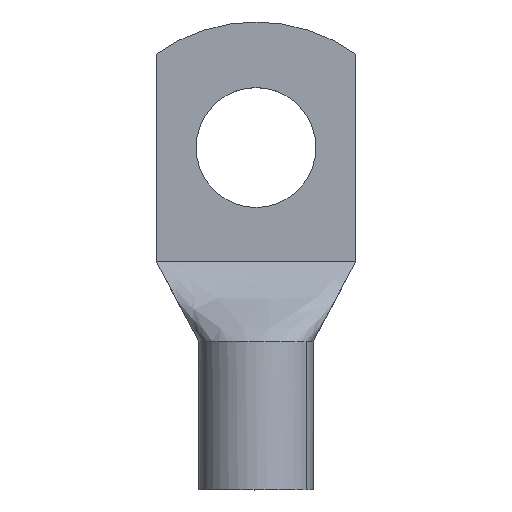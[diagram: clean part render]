
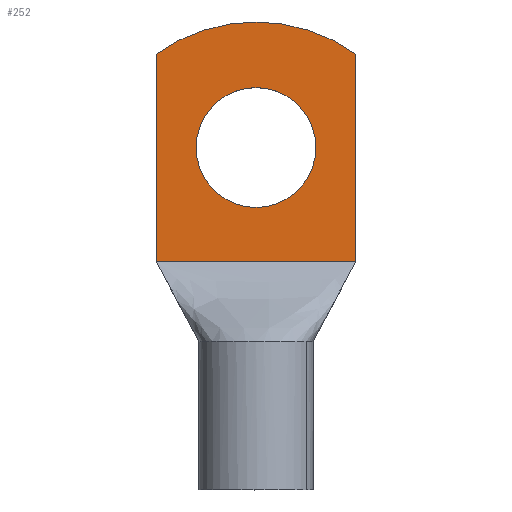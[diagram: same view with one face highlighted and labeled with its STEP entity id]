
A CAD part, top view. The second image highlights one B-rep face of the part: STEP entity #252.
In plain terms, the highlighted planar face has unit normal (0, 0, 1).
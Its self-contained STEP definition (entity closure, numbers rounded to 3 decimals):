
#100=AXIS2_PLACEMENT_3D('Circle Axis2P3D',#98,#99,$) ;
#150=AXIS2_PLACEMENT_3D('Circle Axis2P3D',#148,#149,$) ;
#186=AXIS2_PLACEMENT_3D('Circle Axis2P3D',#184,#185,$) ;
#235=AXIS2_PLACEMENT_3D('Plane Axis2P3D',#232,#233,#234) ;
#42=CARTESIAN_POINT('Vertex',(35.,40.,5.)) ;
#56=CARTESIAN_POINT('Vertex',(35.,76.367,5.)) ;
#59=CARTESIAN_POINT('Line Origine',(35.,58.183,5.)) ;
#95=CARTESIAN_POINT('Vertex',(0.,76.367,5.)) ;
#98=CARTESIAN_POINT('Axis2P3D Location',(17.5,52.,5.)) ;
#127=CARTESIAN_POINT('Vertex',(0.,40.,5.)) ;
#130=CARTESIAN_POINT('Line Origine',(0.,58.183,5.)) ;
#148=CARTESIAN_POINT('Axis2P3D Location',(17.5,60.,5.)) ;
#152=CARTESIAN_POINT('Vertex',(28.,60.,5.)) ;
#154=CARTESIAN_POINT('Vertex',(7.,60.,5.)) ;
#184=CARTESIAN_POINT('Axis2P3D Location',(17.5,60.,5.)) ;
#232=CARTESIAN_POINT('Axis2P3D Location',(17.5,60.,5.)) ;
#237=CARTESIAN_POINT('Line Origine',(17.5,40.,5.)) ;
#60=DIRECTION('Vector Direction',(0.,1.,0.)) ;
#99=DIRECTION('Axis2P3D Direction',(0.,0.,1.)) ;
#131=DIRECTION('Vector Direction',(0.,1.,0.)) ;
#149=DIRECTION('Axis2P3D Direction',(0.,0.,1.)) ;
#185=DIRECTION('Axis2P3D Direction',(0.,0.,1.)) ;
#233=DIRECTION('Axis2P3D Direction',(0.,0.,1.)) ;
#234=DIRECTION('Axis2P3D XDirection',(-1.,0.,0.)) ;
#238=DIRECTION('Vector Direction',(1.,0.,0.)) ;
#61=VECTOR('Line Direction',#60,1.) ;
#132=VECTOR('Line Direction',#131,1.) ;
#239=VECTOR('Line Direction',#238,1.) ;
#243=ORIENTED_EDGE('',*,*,#63,.T.) ;
#244=ORIENTED_EDGE('',*,*,#102,.T.) ;
#245=ORIENTED_EDGE('',*,*,#134,.T.) ;
#246=ORIENTED_EDGE('',*,*,#241,.T.) ;
#249=ORIENTED_EDGE('',*,*,#156,.F.) ;
#250=ORIENTED_EDGE('',*,*,#188,.F.) ;
#251=FACE_BOUND('',#248,.T.) ;
#252=ADVANCED_FACE('S3D',(#247,#251),#236,.T.) ;
#101=CIRCLE('generated circle',#100,30.) ;
#151=CIRCLE('generated circle',#150,10.5) ;
#187=CIRCLE('generated circle',#186,10.5) ;
#63=EDGE_CURVE('',#43,#57,#62,.T.) ;
#102=EDGE_CURVE('',#57,#96,#101,.T.) ;
#134=EDGE_CURVE('',#96,#128,#133,.F.) ;
#156=EDGE_CURVE('',#153,#155,#151,.T.) ;
#188=EDGE_CURVE('',#155,#153,#187,.T.) ;
#241=EDGE_CURVE('',#128,#43,#240,.T.) ;
#242=EDGE_LOOP('',(#243,#244,#245,#246)) ;
#248=EDGE_LOOP('',(#249,#250)) ;
#247=FACE_OUTER_BOUND('',#242,.T.) ;
#62=LINE('Line',#59,#61) ;
#133=LINE('Line',#130,#132) ;
#240=LINE('Line',#237,#239) ;
#236=PLANE('',#235) ;
#43=VERTEX_POINT('',#42) ;
#57=VERTEX_POINT('',#56) ;
#96=VERTEX_POINT('',#95) ;
#128=VERTEX_POINT('',#127) ;
#153=VERTEX_POINT('',#152) ;
#155=VERTEX_POINT('',#154) ;
